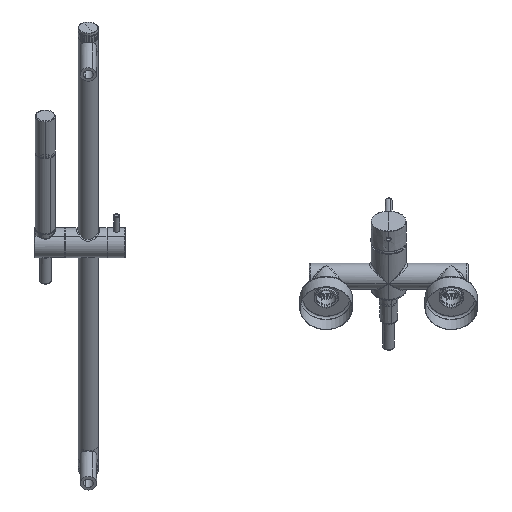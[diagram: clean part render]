
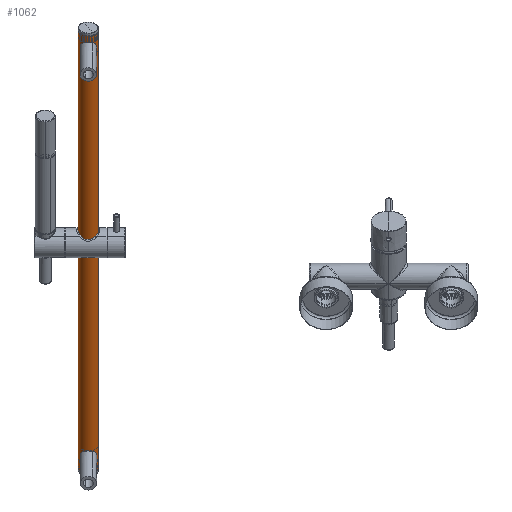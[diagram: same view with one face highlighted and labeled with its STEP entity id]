
A CAD part, isometric view. The second image highlights one B-rep face of the part: STEP entity #1062.
In plain terms, the highlighted cylindrical face has radius 12 mm (diameter 24 mm), a partial arc.
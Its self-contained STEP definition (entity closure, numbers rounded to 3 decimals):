
#907=CARTESIAN_POINT('Axis2P3D Location',(0.,0.,160.5)) ;
#912=CARTESIAN_POINT('Line Origine',(-12.,0.,160.5)) ;
#916=CARTESIAN_POINT('Vertex',(-12.,0.,321.)) ;
#918=CARTESIAN_POINT('Vertex',(-12.,0.,-321.)) ;
#921=CARTESIAN_POINT('Axis2P3D Location',(0.,0.,-321.)) ;
#925=CARTESIAN_POINT('Vertex',(12.,0.,-321.)) ;
#928=CARTESIAN_POINT('Line Origine',(12.,0.,160.5)) ;
#932=CARTESIAN_POINT('Vertex',(12.,0.,321.)) ;
#935=CARTESIAN_POINT('Axis2P3D Location',(0.,0.,321.)) ;
#946=CARTESIAN_POINT('Line Origine',(5.,-10.909,160.5)) ;
#950=CARTESIAN_POINT('Vertex',(5.,-10.909,-297.75)) ;
#952=CARTESIAN_POINT('Vertex',(5.,-10.909,-302.25)) ;
#956=CARTESIAN_POINT('Control Point',(-5.,-10.909,-302.25)) ;
#957=CARTESIAN_POINT('Control Point',(-5.,-10.909,-303.014)) ;
#958=CARTESIAN_POINT('Control Point',(-4.854,-10.976,-303.777)) ;
#959=CARTESIAN_POINT('Control Point',(-4.563,-11.109,-304.493)) ;
#960=CARTESIAN_POINT('Control Point',(-3.677,-11.459,-305.875)) ;
#961=CARTESIAN_POINT('Control Point',(-2.317,-11.814,-306.81)) ;
#962=CARTESIAN_POINT('Control Point',(-1.475,-11.961,-307.155)) ;
#963=CARTESIAN_POINT('Control Point',(0.391,-12.082,-307.447)) ;
#964=CARTESIAN_POINT('Control Point',(2.194,-11.853,-306.896)) ;
#965=CARTESIAN_POINT('Control Point',(3.022,-11.65,-306.396)) ;
#966=CARTESIAN_POINT('Control Point',(4.118,-11.291,-305.335)) ;
#967=CARTESIAN_POINT('Control Point',(4.752,-11.023,-303.956)) ;
#968=CARTESIAN_POINT('Control Point',(4.917,-10.947,-303.4)) ;
#969=CARTESIAN_POINT('Control Point',(5.,-10.909,-302.825)) ;
#970=CARTESIAN_POINT('Control Point',(5.,-10.909,-302.25)) ;
#971=CARTESIAN_POINT('Vertex',(-5.,-10.909,-302.25)) ;
#974=CARTESIAN_POINT('Line Origine',(-5.,-10.909,160.5)) ;
#978=CARTESIAN_POINT('Vertex',(-5.,-10.909,-297.75)) ;
#982=CARTESIAN_POINT('Control Point',(5.,-10.909,-297.75)) ;
#983=CARTESIAN_POINT('Control Point',(5.,-10.909,-296.986)) ;
#984=CARTESIAN_POINT('Control Point',(4.854,-10.976,-296.223)) ;
#985=CARTESIAN_POINT('Control Point',(4.563,-11.109,-295.507)) ;
#986=CARTESIAN_POINT('Control Point',(3.677,-11.459,-294.125)) ;
#987=CARTESIAN_POINT('Control Point',(2.317,-11.814,-293.19)) ;
#988=CARTESIAN_POINT('Control Point',(1.475,-11.961,-292.845)) ;
#989=CARTESIAN_POINT('Control Point',(-0.391,-12.082,-292.553)) ;
#990=CARTESIAN_POINT('Control Point',(-2.194,-11.853,-293.104)) ;
#991=CARTESIAN_POINT('Control Point',(-3.022,-11.65,-293.604)) ;
#992=CARTESIAN_POINT('Control Point',(-4.118,-11.291,-294.665)) ;
#993=CARTESIAN_POINT('Control Point',(-4.752,-11.023,-296.044)) ;
#994=CARTESIAN_POINT('Control Point',(-4.917,-10.947,-296.6)) ;
#995=CARTESIAN_POINT('Control Point',(-5.,-10.909,-297.175)) ;
#996=CARTESIAN_POINT('Control Point',(-5.,-10.909,-297.75)) ;
#1004=CARTESIAN_POINT('Line Origine',(-5.,-10.909,160.5)) ;
#1008=CARTESIAN_POINT('Vertex',(-5.,-10.909,302.25)) ;
#1010=CARTESIAN_POINT('Vertex',(-5.,-10.909,297.75)) ;
#1014=CARTESIAN_POINT('Control Point',(-5.,-10.909,302.25)) ;
#1015=CARTESIAN_POINT('Control Point',(-5.,-10.909,303.014)) ;
#1016=CARTESIAN_POINT('Control Point',(-4.854,-10.976,303.777)) ;
#1017=CARTESIAN_POINT('Control Point',(-4.563,-11.109,304.493)) ;
#1018=CARTESIAN_POINT('Control Point',(-3.677,-11.459,305.875)) ;
#1019=CARTESIAN_POINT('Control Point',(-2.317,-11.814,306.81)) ;
#1020=CARTESIAN_POINT('Control Point',(-1.475,-11.961,307.155)) ;
#1021=CARTESIAN_POINT('Control Point',(0.391,-12.082,307.447)) ;
#1022=CARTESIAN_POINT('Control Point',(2.194,-11.853,306.896)) ;
#1023=CARTESIAN_POINT('Control Point',(3.022,-11.65,306.396)) ;
#1024=CARTESIAN_POINT('Control Point',(4.118,-11.291,305.335)) ;
#1025=CARTESIAN_POINT('Control Point',(4.752,-11.023,303.956)) ;
#1026=CARTESIAN_POINT('Control Point',(4.917,-10.947,303.4)) ;
#1027=CARTESIAN_POINT('Control Point',(5.,-10.909,302.825)) ;
#1028=CARTESIAN_POINT('Control Point',(5.,-10.909,302.25)) ;
#1029=CARTESIAN_POINT('Vertex',(5.,-10.909,302.25)) ;
#1032=CARTESIAN_POINT('Line Origine',(5.,-10.909,160.5)) ;
#1036=CARTESIAN_POINT('Vertex',(5.,-10.909,297.75)) ;
#1040=CARTESIAN_POINT('Control Point',(5.,-10.909,297.75)) ;
#1041=CARTESIAN_POINT('Control Point',(5.,-10.909,296.986)) ;
#1042=CARTESIAN_POINT('Control Point',(4.854,-10.976,296.223)) ;
#1043=CARTESIAN_POINT('Control Point',(4.563,-11.109,295.507)) ;
#1044=CARTESIAN_POINT('Control Point',(3.677,-11.459,294.125)) ;
#1045=CARTESIAN_POINT('Control Point',(2.317,-11.814,293.19)) ;
#1046=CARTESIAN_POINT('Control Point',(1.475,-11.961,292.845)) ;
#1047=CARTESIAN_POINT('Control Point',(-0.391,-12.082,292.553)) ;
#1048=CARTESIAN_POINT('Control Point',(-2.194,-11.853,293.104)) ;
#1049=CARTESIAN_POINT('Control Point',(-3.022,-11.65,293.604)) ;
#1050=CARTESIAN_POINT('Control Point',(-4.118,-11.291,294.665)) ;
#1051=CARTESIAN_POINT('Control Point',(-4.752,-11.023,296.044)) ;
#1052=CARTESIAN_POINT('Control Point',(-4.917,-10.947,296.6)) ;
#1053=CARTESIAN_POINT('Control Point',(-5.,-10.909,297.175)) ;
#1054=CARTESIAN_POINT('Control Point',(-5.,-10.909,297.75)) ;
#914=VECTOR('Line Direction',#913,1.) ;
#930=VECTOR('Line Direction',#929,1.) ;
#948=VECTOR('Line Direction',#947,1.) ;
#976=VECTOR('Line Direction',#975,1.) ;
#1006=VECTOR('Line Direction',#1005,1.) ;
#1034=VECTOR('Line Direction',#1033,1.) ;
#908=DIRECTION('Axis2P3D Direction',(0.,0.,1.)) ;
#909=DIRECTION('Axis2P3D XDirection',(1.,0.,0.)) ;
#913=DIRECTION('Vector Direction',(0.,0.,1.)) ;
#922=DIRECTION('Axis2P3D Direction',(0.,0.,1.)) ;
#929=DIRECTION('Vector Direction',(0.,0.,1.)) ;
#936=DIRECTION('Axis2P3D Direction',(0.,0.,1.)) ;
#947=DIRECTION('Vector Direction',(0.,0.,1.)) ;
#975=DIRECTION('Vector Direction',(0.,0.,1.)) ;
#1005=DIRECTION('Vector Direction',(0.,0.,1.)) ;
#1033=DIRECTION('Vector Direction',(0.,0.,1.)) ;
#910=AXIS2_PLACEMENT_3D('Cylinder Axis2P3D',#907,#908,#909) ;
#923=AXIS2_PLACEMENT_3D('Circle Axis2P3D',#921,#922,$) ;
#937=AXIS2_PLACEMENT_3D('Circle Axis2P3D',#935,#936,$) ;
#915=LINE('Line',#912,#914) ;
#931=LINE('Line',#928,#930) ;
#949=LINE('Line',#946,#948) ;
#977=LINE('Line',#974,#976) ;
#1007=LINE('Line',#1004,#1006) ;
#1035=LINE('Line',#1032,#1034) ;
#924=CIRCLE('generated circle',#923,12.) ;
#938=CIRCLE('generated circle',#937,12.) ;
#911=CYLINDRICAL_SURFACE('generated cylinder',#910,12.) ;
#1003=FACE_BOUND('',#998,.T.) ;
#1061=FACE_BOUND('',#1056,.T.) ;
#920=EDGE_CURVE('',#917,#919,#915,.F.) ;
#927=EDGE_CURVE('',#919,#926,#924,.T.) ;
#934=EDGE_CURVE('',#933,#926,#931,.F.) ;
#939=EDGE_CURVE('',#917,#933,#938,.T.) ;
#954=EDGE_CURVE('',#951,#953,#949,.F.) ;
#973=EDGE_CURVE('',#972,#953,#955,.T.) ;
#980=EDGE_CURVE('',#972,#979,#977,.T.) ;
#997=EDGE_CURVE('',#951,#979,#981,.T.) ;
#1012=EDGE_CURVE('',#1009,#1011,#1007,.F.) ;
#1031=EDGE_CURVE('',#1009,#1030,#1013,.T.) ;
#1038=EDGE_CURVE('',#1037,#1030,#1035,.T.) ;
#1055=EDGE_CURVE('',#1037,#1011,#1039,.T.) ;
#941=ORIENTED_EDGE('',*,*,#920,.T.) ;
#942=ORIENTED_EDGE('',*,*,#927,.T.) ;
#943=ORIENTED_EDGE('',*,*,#934,.F.) ;
#944=ORIENTED_EDGE('',*,*,#939,.F.) ;
#999=ORIENTED_EDGE('',*,*,#954,.T.) ;
#1000=ORIENTED_EDGE('',*,*,#973,.F.) ;
#1001=ORIENTED_EDGE('',*,*,#980,.T.) ;
#1002=ORIENTED_EDGE('',*,*,#997,.F.) ;
#1057=ORIENTED_EDGE('',*,*,#1012,.F.) ;
#1058=ORIENTED_EDGE('',*,*,#1031,.T.) ;
#1059=ORIENTED_EDGE('',*,*,#1038,.F.) ;
#1060=ORIENTED_EDGE('',*,*,#1055,.T.) ;
#940=EDGE_LOOP('',(#941,#942,#943,#944)) ;
#998=EDGE_LOOP('',(#999,#1000,#1001,#1002)) ;
#1056=EDGE_LOOP('',(#1057,#1058,#1059,#1060)) ;
#917=VERTEX_POINT('',#916) ;
#919=VERTEX_POINT('',#918) ;
#926=VERTEX_POINT('',#925) ;
#933=VERTEX_POINT('',#932) ;
#951=VERTEX_POINT('',#950) ;
#953=VERTEX_POINT('',#952) ;
#972=VERTEX_POINT('',#971) ;
#979=VERTEX_POINT('',#978) ;
#1009=VERTEX_POINT('',#1008) ;
#1011=VERTEX_POINT('',#1010) ;
#1030=VERTEX_POINT('',#1029) ;
#1037=VERTEX_POINT('',#1036) ;
#1062=ADVANCED_FACE('P46108.1\\PartBody',(#945,#1003,#1061),#911,.T.) ;
#955=B_SPLINE_CURVE_WITH_KNOTS('',5,(#956,#957,#958,#959,#960,#961,#962,#963,#964,#965,#966,#967,#968,#969,#970),.UNSPECIFIED.,.F.,.U.,(6,3,3,3,6),(0.,5.399,11.68,18.408,22.475),.UNSPECIFIED.) ;
#981=B_SPLINE_CURVE_WITH_KNOTS('',5,(#982,#983,#984,#985,#986,#987,#988,#989,#990,#991,#992,#993,#994,#995,#996),.UNSPECIFIED.,.F.,.U.,(6,3,3,3,6),(0.,5.399,11.68,18.408,22.475),.UNSPECIFIED.) ;
#1013=B_SPLINE_CURVE_WITH_KNOTS('',5,(#1014,#1015,#1016,#1017,#1018,#1019,#1020,#1021,#1022,#1023,#1024,#1025,#1026,#1027,#1028),.UNSPECIFIED.,.F.,.U.,(6,3,3,3,6),(0.,5.399,11.68,18.408,22.475),.UNSPECIFIED.) ;
#1039=B_SPLINE_CURVE_WITH_KNOTS('',5,(#1040,#1041,#1042,#1043,#1044,#1045,#1046,#1047,#1048,#1049,#1050,#1051,#1052,#1053,#1054),.UNSPECIFIED.,.F.,.U.,(6,3,3,3,6),(0.,5.399,11.68,18.408,22.475),.UNSPECIFIED.) ;
#945=FACE_OUTER_BOUND('',#940,.T.) ;
